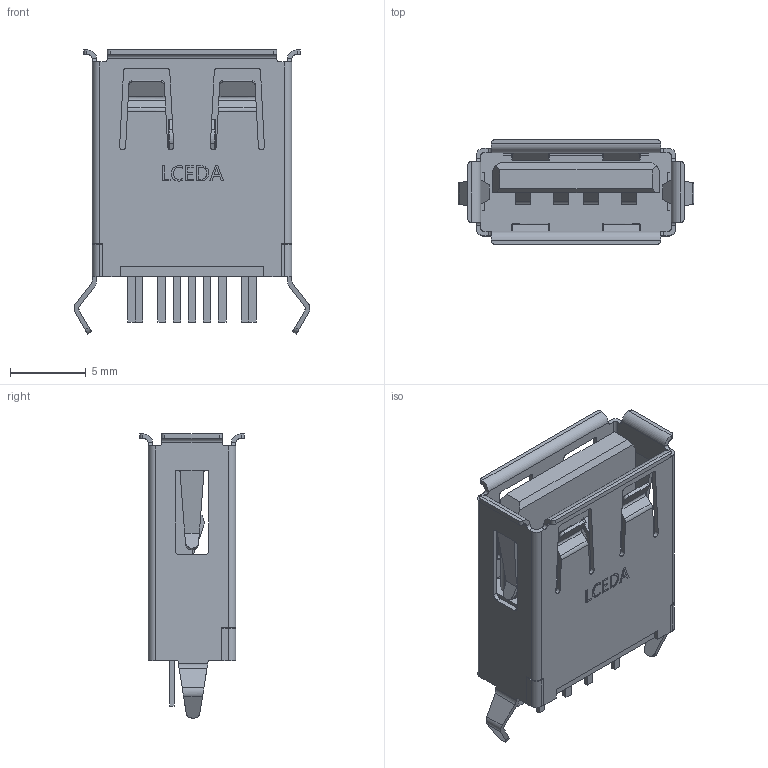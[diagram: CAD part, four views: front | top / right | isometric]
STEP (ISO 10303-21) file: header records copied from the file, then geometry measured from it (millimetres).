
FILE_DESCRIPTION (( 'STEP AP214' ), '1' );
FILE_NAME ('USB-A-TH_MOLEX_484080003.step', '2022-07-15T08:52:02', ( '' ), ( '' ), 'SwSTEP 2.0', 'SolidWorks 2020', '' );
FILE_SCHEMA (( 'AUTOMOTIVE_DESIGN' ));
Length unit declared in the file: millimetre
Products named in the file (1): USB-A-TH_MOLEX_484080003
Bounding box: 15.6 x 6.9 x 18.8 mm (x, y, z)
Volume: 780 mm3; surface area: 1952.5 mm2
Topology: 20 solids, 20 shells, 696 faces, 1899 edges, 1258 vertices
Faces by surface type: plane 446, cylinder 138, bspline 112
Entity records: 30291 total; most frequent: CARTESIAN_POINT 6258, ORIENTED_EDGE 3798, DIRECTION 2929, EDGE_CURVE 1899, LINE 1391, VECTOR 1391, VERTEX_POINT 1258, AXIS2_PLACEMENT_3D 769
